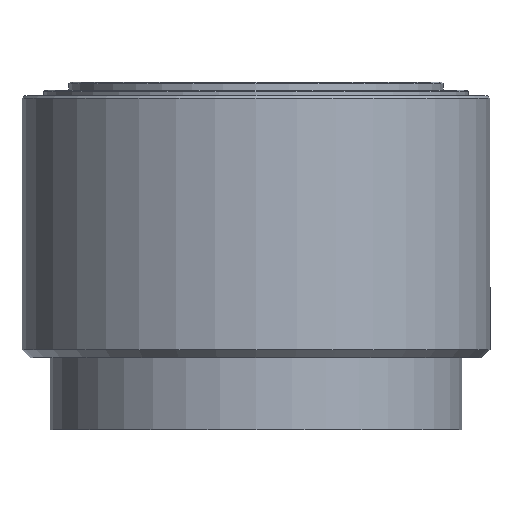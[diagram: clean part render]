
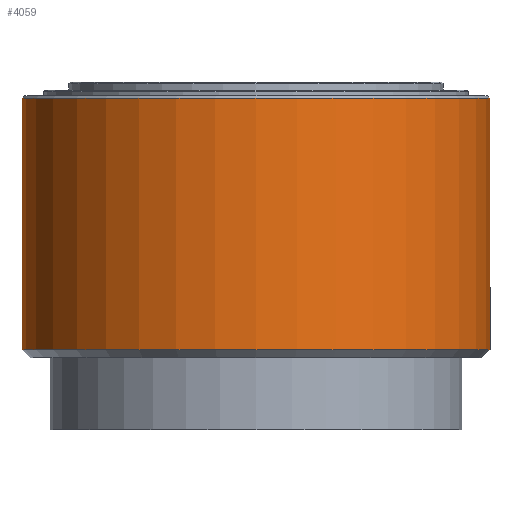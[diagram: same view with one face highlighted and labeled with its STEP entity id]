
A CAD part, front view. The second image highlights one B-rep face of the part: STEP entity #4059.
In plain terms, the highlighted cylindrical face has radius 87.5 mm (diameter 175 mm), a partial arc.
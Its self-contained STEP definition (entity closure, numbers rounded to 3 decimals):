
#1865 = DIRECTION ( 'NONE',  ( -1., 0., 0. ) ) ;
#1866 = DIRECTION ( 'NONE',  ( 0., 0., 1. ) ) ;
#1869 = CIRCLE ( 'NONE', #1880, 87.5 ) ;
#1879 = CARTESIAN_POINT ( 'NONE',  ( 0., 0., 30. ) ) ;
#1880 = AXIS2_PLACEMENT_3D ( 'NONE', #1879, #1866, #1865 ) ;
#3347 = VERTEX_POINT ( 'NONE', #4644 ) ;
#3354 = EDGE_CURVE ( 'NONE', #3369, #3382, #4641, .T. ) ;
#3369 = VERTEX_POINT ( 'NONE', #4686 ) ;
#3382 = VERTEX_POINT ( 'NONE', #4695 ) ;
#3384 = EDGE_CURVE ( 'NONE', #3386, #3347, #4694, .T. ) ;
#3386 = VERTEX_POINT ( 'NONE', #4708 ) ;
#3843 = EDGE_CURVE ( 'NONE', #3347, #3382, #1869, .T. ) ;
#4028 = ORIENTED_EDGE ( 'NONE', *, *, #3843, .T. ) ;
#4034 = EDGE_CURVE ( 'NONE', #3369, #3386, #5146, .T. ) ;
#4046 = ORIENTED_EDGE ( 'NONE', *, *, #3384, .T. ) ;
#4051 = EDGE_LOOP ( 'NONE', ( #4054, #4053, #4046, #4028 ) ) ;
#4053 = ORIENTED_EDGE ( 'NONE', *, *, #4034, .T. ) ;
#4054 = ORIENTED_EDGE ( 'NONE', *, *, #3354, .F. ) ;
#4059 = ADVANCED_FACE ( 'NONE', ( #5177 ), #5184, .T. ) ;
#4641 = LINE ( 'NONE', #4655, #4659 ) ;
#4644 = CARTESIAN_POINT ( 'NONE',  ( -87.5, 0., 30. ) ) ;
#4655 = CARTESIAN_POINT ( 'NONE',  ( 87.5, 0., 125. ) ) ;
#4658 = DIRECTION ( 'NONE',  ( 0., 0., -1. ) ) ;
#4659 = VECTOR ( 'NONE', #4658, 1000. ) ;
#4686 = CARTESIAN_POINT ( 'NONE',  ( 87.5, 0., 124. ) ) ;
#4694 = LINE ( 'NONE', #4705, #4704 ) ;
#4695 = CARTESIAN_POINT ( 'NONE',  ( 87.5, 0., 30. ) ) ;
#4698 = DIRECTION ( 'NONE',  ( 0., 0., -1. ) ) ;
#4704 = VECTOR ( 'NONE', #4698, 1000. ) ;
#4705 = CARTESIAN_POINT ( 'NONE',  ( -87.5, 0., 125. ) ) ;
#4708 = CARTESIAN_POINT ( 'NONE',  ( -87.5, 0., 124. ) ) ;
#5132 = CARTESIAN_POINT ( 'NONE',  ( 0., 0., 124. ) ) ;
#5134 = AXIS2_PLACEMENT_3D ( 'NONE', #5132, #5148, #5147 ) ;
#5146 = CIRCLE ( 'NONE', #5134, 87.5 ) ;
#5147 = DIRECTION ( 'NONE',  ( 1., 0., 0. ) ) ;
#5148 = DIRECTION ( 'NONE',  ( 0., 0., -1. ) ) ;
#5173 = DIRECTION ( 'NONE',  ( 0., 0., -1. ) ) ;
#5177 = FACE_OUTER_BOUND ( 'NONE', #4051, .T. ) ;
#5178 = AXIS2_PLACEMENT_3D ( 'NONE', #5196, #5173, #5186 ) ;
#5184 = CYLINDRICAL_SURFACE ( 'NONE', #5178, 87.5 ) ;
#5186 = DIRECTION ( 'NONE',  ( -1., 0., 0. ) ) ;
#5196 = CARTESIAN_POINT ( 'NONE',  ( 0., 0., 125. ) ) ;
